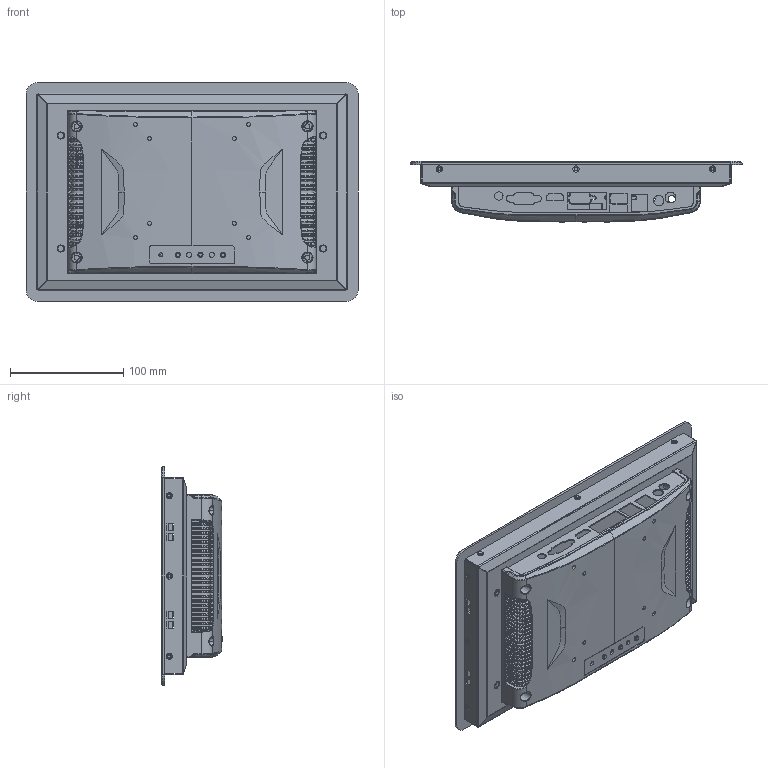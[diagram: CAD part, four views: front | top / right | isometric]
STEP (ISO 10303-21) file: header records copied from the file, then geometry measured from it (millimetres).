
FILE_DESCRIPTION (( 'STEP AP214' ), '1' );
FILE_NAME ('IFC-M210C.STEP', '2024-11-01T03:40:43', ( 'daohangxitong.com' ), ( 'daohangxitong.com' ), 'SwSTEP 2.0', 'SolidWorks 2018', '' );
FILE_SCHEMA (( 'AUTOMOTIVE_DESIGN' ));
Length unit declared in the file: millimetre
Products named in the file (1): IFC-M210C
Bounding box: 293.6 x 54.43 x 193.6 mm (x, y, z)
Surface area: 341392.1 mm2 (no closed solid volume)
Topology: 0 solids, 15 shells, 2021 faces, 5374 edges, 3435 vertices
Faces by surface type: plane 791, cylinder 652, bspline 315, torus 175, cone 78, sphere 10
Entity records: 139347 total; most frequent: CARTESIAN_POINT 72135, ORIENTED_EDGE 10676, DIRECTION 7009, EDGE_CURVE 5356, VERTEX_POINT 3429, B_SPLINE_CURVE_WITH_KNOTS 2483, AXIS2_PLACEMENT_3D 2458, EDGE_LOOP 2255
